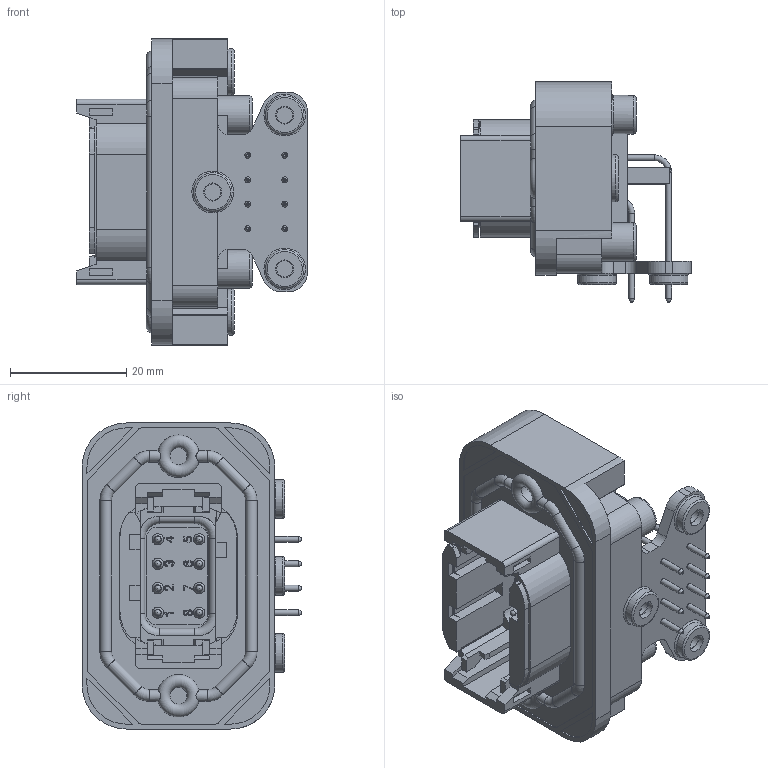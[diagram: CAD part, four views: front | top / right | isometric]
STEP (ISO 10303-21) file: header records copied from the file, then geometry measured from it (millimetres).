
FILE_DESCRIPTION(/* description */ ('STEP AP214'),/* implementation_level */ '2;1');
FILE_NAME(/* name */ 'ATM13-08PA-BM01',/* time_stamp */ '2023-09-17T06:04:37+02:00',/* author */ ('License CC BY-ND 4.0'),/* organization */ ('CADENAS'),/* preprocessor_version */ 'ST-DEVELOPER v19.3',/* originating_system */ 'PARTsolutions',/* authorisation */ ' ');
FILE_SCHEMA (('AUTOMOTIVE_DESIGN {1 0 10303 214 3 1 1}'));
Length unit declared in the file: millimetre
Products named in the file (1): ATM13-08PA-BM01
Bounding box: 39.65 x 37.75 x 52.56 mm (x, y, z)
Volume: 24059.7 mm3; surface area: 12678.8 mm2
Topology: 1 solids, 1 shells, 628 faces, 1712 edges, 1118 vertices
Faces by surface type: plane 384, cylinder 170, torus 50, cone 16, sphere 8
Full cylindrical faces by diameter (mm): 0.506 x1, 0.616 x1, 1 x32, 2.79 x3, 3.1 x3, 3.3 x4, 3.7 x2, 6.6 x7, 8.1 x2
Entity records: 23337 total; most frequent: CARTESIAN_POINT 3467, DIRECTION 3187, ORIENTED_EDGE 3110, EDGE_CURVE 1555, VERTEX_POINT 1075, AXIS2_PLACEMENT_3D 1063, LINE 1061, VECTOR 1061
